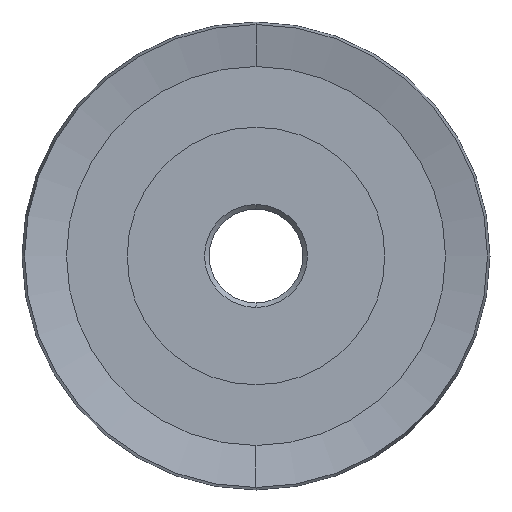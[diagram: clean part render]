
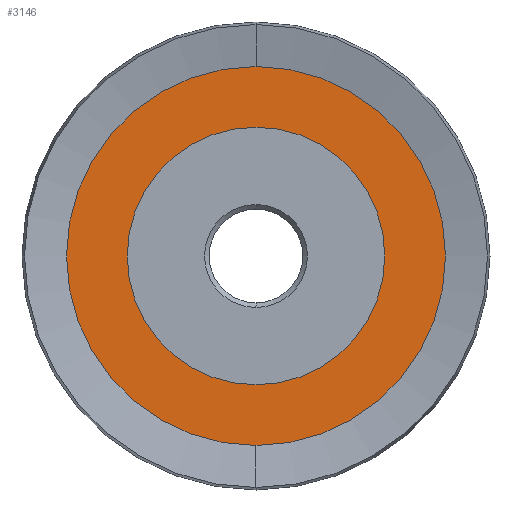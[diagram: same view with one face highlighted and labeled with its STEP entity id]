
A CAD part, left-side view. The second image highlights one B-rep face of the part: STEP entity #3146.
In plain terms, the highlighted planar face has unit normal (-1, 0, 0).
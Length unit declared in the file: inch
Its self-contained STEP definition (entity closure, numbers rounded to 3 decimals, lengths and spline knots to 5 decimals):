
#156 = CARTESIAN_POINT ( 'NONE',  ( 0.0325, 0., 0. ) ) ;
#213 = ORIENTED_EDGE ( 'NONE', *, *, #2738, .T. ) ;
#765 = DIRECTION ( 'NONE',  ( 0., 0., 1. ) ) ;
#862 = CARTESIAN_POINT ( 'NONE',  ( 0.0325, 0., 0.50608 ) ) ;
#1009 = CARTESIAN_POINT ( 'NONE',  ( 0.0325, 0., 0.344 ) ) ;
#1029 = AXIS2_PLACEMENT_3D ( 'NONE', #2051, #7647, #3919 ) ;
#1440 = PLANE ( 'NONE',  #1029 ) ;
#2051 = CARTESIAN_POINT ( 'NONE',  ( 0.0325, 0., 0. ) ) ;
#2088 = CARTESIAN_POINT ( 'NONE',  ( 0.0325, 0., -0.344 ) ) ;
#2567 = CARTESIAN_POINT ( 'NONE',  ( 0.0325, 0., -0.50608 ) ) ;
#2655 = CARTESIAN_POINT ( 'NONE',  ( 0.0325, 0., 0. ) ) ;
#2738 = EDGE_CURVE ( 'NONE', #3010, #4612, #6702, .T. ) ;
#2859 = AXIS2_PLACEMENT_3D ( 'NONE', #6676, #2942, #7298 ) ;
#2942 = DIRECTION ( 'NONE',  ( -1., 0., 0. ) ) ;
#3010 = VERTEX_POINT ( 'NONE', #862 ) ;
#3037 = CARTESIAN_POINT ( 'NONE',  ( 0.0325, 0., 0. ) ) ;
#3146 = ADVANCED_FACE ( 'NONE', ( #4129, #4329 ), #1440, .T. ) ;
#3258 = DIRECTION ( 'NONE',  ( 0., 0., 1. ) ) ;
#3642 = DIRECTION ( 'NONE',  ( 0., 0., 1. ) ) ;
#3660 = ORIENTED_EDGE ( 'NONE', *, *, #3967, .F. ) ;
#3737 = CIRCLE ( 'NONE', #2859, 0.344 ) ;
#3919 = DIRECTION ( 'NONE',  ( 0., 0., 1. ) ) ;
#3967 = EDGE_CURVE ( 'NONE', #6101, #4196, #6296, .T. ) ;
#4001 = EDGE_CURVE ( 'NONE', #4612, #3010, #5873, .T. ) ;
#4129 = FACE_BOUND ( 'NONE', #7641, .T. ) ;
#4196 = VERTEX_POINT ( 'NONE', #1009 ) ;
#4276 = EDGE_CURVE ( 'NONE', #4196, #6101, #3737, .T. ) ;
#4329 = FACE_OUTER_BOUND ( 'NONE', #6591, .T. ) ;
#4374 = ORIENTED_EDGE ( 'NONE', *, *, #4001, .T. ) ;
#4456 = DIRECTION ( 'NONE',  ( -1., 0., 0. ) ) ;
#4612 = VERTEX_POINT ( 'NONE', #2567 ) ;
#5446 = ORIENTED_EDGE ( 'NONE', *, *, #4276, .F. ) ;
#5662 = AXIS2_PLACEMENT_3D ( 'NONE', #156, #4456, #765 ) ;
#5873 = CIRCLE ( 'NONE', #7744, 0.50608 ) ;
#6101 = VERTEX_POINT ( 'NONE', #2088 ) ;
#6296 = CIRCLE ( 'NONE', #5662, 0.344 ) ;
#6591 = EDGE_LOOP ( 'NONE', ( #213, #4374 ) ) ;
#6676 = CARTESIAN_POINT ( 'NONE',  ( 0.0325, 0., 0. ) ) ;
#6702 = CIRCLE ( 'NONE', #8001, 0.50608 ) ;
#7016 = DIRECTION ( 'NONE',  ( -1., 0., 0. ) ) ;
#7298 = DIRECTION ( 'NONE',  ( 0., 0., 1. ) ) ;
#7392 = DIRECTION ( 'NONE',  ( -1., 0., 0. ) ) ;
#7641 = EDGE_LOOP ( 'NONE', ( #3660, #5446 ) ) ;
#7647 = DIRECTION ( 'NONE',  ( -1., 0., 0. ) ) ;
#7744 = AXIS2_PLACEMENT_3D ( 'NONE', #2655, #7016, #3258 ) ;
#8001 = AXIS2_PLACEMENT_3D ( 'NONE', #3037, #7392, #3642 ) ;
